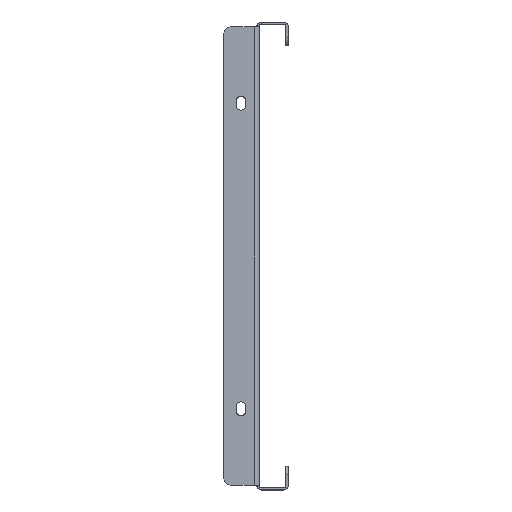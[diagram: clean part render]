
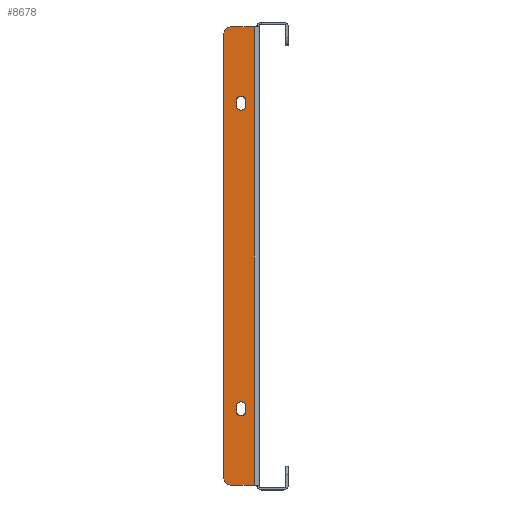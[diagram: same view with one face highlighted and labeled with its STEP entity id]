
A CAD part, left-side view. The second image highlights one B-rep face of the part: STEP entity #8678.
In plain terms, the highlighted planar face has unit normal (-1, 0, 0).
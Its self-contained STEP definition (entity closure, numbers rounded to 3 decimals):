
#150 = DIRECTION ( 'NONE',  ( 0., -1., 0. ) ) ;
#254 = CARTESIAN_POINT ( 'NONE',  ( -296., 7.25, -95.25 ) ) ;
#295 = EDGE_CURVE ( 'NONE', #3198, #3602, #8598, .T. ) ;
#319 = AXIS2_PLACEMENT_3D ( 'NONE', #11516, #5127, #3497 ) ;
#328 = CARTESIAN_POINT ( 'NONE',  ( -296., 16., 140.5 ) ) ;
#393 = CARTESIAN_POINT ( 'NONE',  ( -296., 10., -95.25 ) ) ;
#469 = LINE ( 'NONE', #11265, #6667 ) ;
#817 = VERTEX_POINT ( 'NONE', #8498 ) ;
#1109 = CARTESIAN_POINT ( 'NONE',  ( -296., 7.25, 95.25 ) ) ;
#1176 = LINE ( 'NONE', #2126, #3463 ) ;
#1224 = EDGE_CURVE ( 'NONE', #10226, #1229, #10085, .T. ) ;
#1229 = VERTEX_POINT ( 'NONE', #2247 ) ;
#1321 = CARTESIAN_POINT ( 'NONE',  ( -296., 7.25, 98.75 ) ) ;
#1414 = LINE ( 'NONE', #5121, #5659 ) ;
#1909 = DIRECTION ( 'NONE',  ( 0., 0., 1. ) ) ;
#2020 = DIRECTION ( 'NONE',  ( -1., 0., 0. ) ) ;
#2068 = CARTESIAN_POINT ( 'NONE',  ( -296., 12.75, 95.25 ) ) ;
#2126 = CARTESIAN_POINT ( 'NONE',  ( -296., 21., -145.5 ) ) ;
#2221 = DIRECTION ( 'NONE',  ( 0., 1., 0. ) ) ;
#2247 = CARTESIAN_POINT ( 'NONE',  ( -296., 12.75, 95.25 ) ) ;
#2289 = VECTOR ( 'NONE', #4108, 1000. ) ;
#2301 = CIRCLE ( 'NONE', #10589, 2.75 ) ;
#2597 = LINE ( 'NONE', #4370, #6942 ) ;
#2656 = EDGE_CURVE ( 'NONE', #11574, #4901, #1176, .T. ) ;
#2683 = DIRECTION ( 'NONE',  ( 0., -1., 0. ) ) ;
#2763 = EDGE_LOOP ( 'NONE', ( #4876, #9263, #6487, #5430 ) ) ;
#2854 = CIRCLE ( 'NONE', #8110, 2.75 ) ;
#2901 = CARTESIAN_POINT ( 'NONE',  ( -296., 1.5, -145.5 ) ) ;
#3182 = DIRECTION ( 'NONE',  ( 0., 0., 1. ) ) ;
#3198 = VERTEX_POINT ( 'NONE', #4278 ) ;
#3432 = CARTESIAN_POINT ( 'NONE',  ( -296., 12.75, -95.25 ) ) ;
#3438 = AXIS2_PLACEMENT_3D ( 'NONE', #4068, #10551, #2683 ) ;
#3463 = VECTOR ( 'NONE', #8547, 1000. ) ;
#3497 = DIRECTION ( 'NONE',  ( 0., -1., 0. ) ) ;
#3544 = EDGE_CURVE ( 'NONE', #817, #3602, #469, .T. ) ;
#3602 = VERTEX_POINT ( 'NONE', #8876 ) ;
#3644 = VERTEX_POINT ( 'NONE', #11520 ) ;
#3727 = DIRECTION ( 'NONE',  ( 0., -1., 0. ) ) ;
#3938 = CIRCLE ( 'NONE', #319, 5. ) ;
#4068 = CARTESIAN_POINT ( 'NONE',  ( -296., 10., 98.75 ) ) ;
#4102 = EDGE_CURVE ( 'NONE', #10525, #3644, #1414, .T. ) ;
#4108 = DIRECTION ( 'NONE',  ( 0., 0., 1. ) ) ;
#4182 = EDGE_CURVE ( 'NONE', #1229, #4468, #2854, .T. ) ;
#4278 = CARTESIAN_POINT ( 'NONE',  ( -296., 16., 145.5 ) ) ;
#4370 = CARTESIAN_POINT ( 'NONE',  ( -296., 1.5, 0. ) ) ;
#4468 = VERTEX_POINT ( 'NONE', #1109 ) ;
#4578 = EDGE_CURVE ( 'NONE', #10893, #10226, #8120, .T. ) ;
#4772 = EDGE_CURVE ( 'NONE', #6422, #5374, #6502, .T. ) ;
#4876 = ORIENTED_EDGE ( 'NONE', *, *, #8144, .F. ) ;
#4901 = VERTEX_POINT ( 'NONE', #9444 ) ;
#5070 = DIRECTION ( 'NONE',  ( 0., -1., 0. ) ) ;
#5121 = CARTESIAN_POINT ( 'NONE',  ( -296., 12.75, -95.25 ) ) ;
#5127 = DIRECTION ( 'NONE',  ( -1., 0., 0. ) ) ;
#5165 = AXIS2_PLACEMENT_3D ( 'NONE', #8724, #10829, #6337 ) ;
#5336 = EDGE_CURVE ( 'NONE', #11574, #10247, #2597, .T. ) ;
#5362 = CARTESIAN_POINT ( 'NONE',  ( -296., 0., 145.5 ) ) ;
#5374 = VERTEX_POINT ( 'NONE', #7790 ) ;
#5430 = ORIENTED_EDGE ( 'NONE', *, *, #4102, .F. ) ;
#5433 = FACE_OUTER_BOUND ( 'NONE', #9867, .T. ) ;
#5568 = DIRECTION ( 'NONE',  ( -1., 0., 0. ) ) ;
#5659 = VECTOR ( 'NONE', #9726, 1000. ) ;
#5801 = LINE ( 'NONE', #10166, #2289 ) ;
#5859 = ORIENTED_EDGE ( 'NONE', *, *, #1224, .F. ) ;
#5871 = ORIENTED_EDGE ( 'NONE', *, *, #5336, .T. ) ;
#5941 = ORIENTED_EDGE ( 'NONE', *, *, #2656, .F. ) ;
#5957 = CARTESIAN_POINT ( 'NONE',  ( -296., 10., 95.25 ) ) ;
#6337 = DIRECTION ( 'NONE',  ( 0., 1., 0. ) ) ;
#6422 = VERTEX_POINT ( 'NONE', #8554 ) ;
#6437 = PLANE ( 'NONE',  #8507 ) ;
#6487 = ORIENTED_EDGE ( 'NONE', *, *, #10632, .F. ) ;
#6502 = LINE ( 'NONE', #254, #11141 ) ;
#6512 = AXIS2_PLACEMENT_3D ( 'NONE', #328, #5568, #150 ) ;
#6570 = EDGE_CURVE ( 'NONE', #817, #4901, #3938, .T. ) ;
#6667 = VECTOR ( 'NONE', #3182, 1000. ) ;
#6920 = VECTOR ( 'NONE', #8082, 1000. ) ;
#6942 = VECTOR ( 'NONE', #6966, 1000. ) ;
#6966 = DIRECTION ( 'NONE',  ( 0., 0., 1. ) ) ;
#7138 = ORIENTED_EDGE ( 'NONE', *, *, #6570, .T. ) ;
#7384 = FACE_BOUND ( 'NONE', #2763, .T. ) ;
#7790 = CARTESIAN_POINT ( 'NONE',  ( -296., 7.25, -95.25 ) ) ;
#8082 = DIRECTION ( 'NONE',  ( 0., 0., -1. ) ) ;
#8110 = AXIS2_PLACEMENT_3D ( 'NONE', #5957, #10561, #5070 ) ;
#8120 = CIRCLE ( 'NONE', #3438, 2.75 ) ;
#8139 = ORIENTED_EDGE ( 'NONE', *, *, #8504, .F. ) ;
#8144 = EDGE_CURVE ( 'NONE', #5374, #10525, #2301, .T. ) ;
#8202 = DIRECTION ( 'NONE',  ( 0., -1., 0. ) ) ;
#8498 = CARTESIAN_POINT ( 'NONE',  ( -296., 21., -140.5 ) ) ;
#8504 = EDGE_CURVE ( 'NONE', #4468, #10893, #5801, .T. ) ;
#8507 = AXIS2_PLACEMENT_3D ( 'NONE', #10987, #2020, #8202 ) ;
#8547 = DIRECTION ( 'NONE',  ( 0., 1., 0. ) ) ;
#8554 = CARTESIAN_POINT ( 'NONE',  ( -296., 7.25, -98.75 ) ) ;
#8598 = CIRCLE ( 'NONE', #6512, 5. ) ;
#8678 = ADVANCED_FACE ( 'NONE', ( #8979, #7384, #5433 ), #6437, .T. ) ;
#8724 = CARTESIAN_POINT ( 'NONE',  ( -296., 10., -98.75 ) ) ;
#8876 = CARTESIAN_POINT ( 'NONE',  ( -296., 21., 140.5 ) ) ;
#8970 = LINE ( 'NONE', #5362, #9630 ) ;
#8979 = FACE_BOUND ( 'NONE', #9365, .T. ) ;
#9137 = CARTESIAN_POINT ( 'NONE',  ( -296., 12.75, 98.75 ) ) ;
#9263 = ORIENTED_EDGE ( 'NONE', *, *, #4772, .F. ) ;
#9365 = EDGE_LOOP ( 'NONE', ( #11299, #5859, #11251, #8139 ) ) ;
#9444 = CARTESIAN_POINT ( 'NONE',  ( -296., 16., -145.5 ) ) ;
#9630 = VECTOR ( 'NONE', #3727, 1000. ) ;
#9726 = DIRECTION ( 'NONE',  ( 0., 0., -1. ) ) ;
#9867 = EDGE_LOOP ( 'NONE', ( #10153, #10864, #11391, #7138, #5941, #5871 ) ) ;
#10085 = LINE ( 'NONE', #2068, #6920 ) ;
#10153 = ORIENTED_EDGE ( 'NONE', *, *, #11553, .F. ) ;
#10166 = CARTESIAN_POINT ( 'NONE',  ( -296., 7.25, 95.25 ) ) ;
#10226 = VERTEX_POINT ( 'NONE', #9137 ) ;
#10247 = VERTEX_POINT ( 'NONE', #10853 ) ;
#10254 = CIRCLE ( 'NONE', #5165, 2.75 ) ;
#10301 = DIRECTION ( 'NONE',  ( -1., 0., 0. ) ) ;
#10525 = VERTEX_POINT ( 'NONE', #3432 ) ;
#10551 = DIRECTION ( 'NONE',  ( -1., 0., 0. ) ) ;
#10561 = DIRECTION ( 'NONE',  ( -1., 0., 0. ) ) ;
#10589 = AXIS2_PLACEMENT_3D ( 'NONE', #393, #10301, #2221 ) ;
#10632 = EDGE_CURVE ( 'NONE', #3644, #6422, #10254, .T. ) ;
#10829 = DIRECTION ( 'NONE',  ( -1., 0., 0. ) ) ;
#10853 = CARTESIAN_POINT ( 'NONE',  ( -296., 1.5, 145.5 ) ) ;
#10864 = ORIENTED_EDGE ( 'NONE', *, *, #295, .T. ) ;
#10893 = VERTEX_POINT ( 'NONE', #1321 ) ;
#10987 = CARTESIAN_POINT ( 'NONE',  ( -296., 0., 0. ) ) ;
#11141 = VECTOR ( 'NONE', #1909, 1000. ) ;
#11251 = ORIENTED_EDGE ( 'NONE', *, *, #4578, .F. ) ;
#11265 = CARTESIAN_POINT ( 'NONE',  ( -296., 21., 145.5 ) ) ;
#11299 = ORIENTED_EDGE ( 'NONE', *, *, #4182, .F. ) ;
#11391 = ORIENTED_EDGE ( 'NONE', *, *, #3544, .F. ) ;
#11516 = CARTESIAN_POINT ( 'NONE',  ( -296., 16., -140.5 ) ) ;
#11520 = CARTESIAN_POINT ( 'NONE',  ( -296., 12.75, -98.75 ) ) ;
#11553 = EDGE_CURVE ( 'NONE', #3198, #10247, #8970, .T. ) ;
#11574 = VERTEX_POINT ( 'NONE', #2901 ) ;
